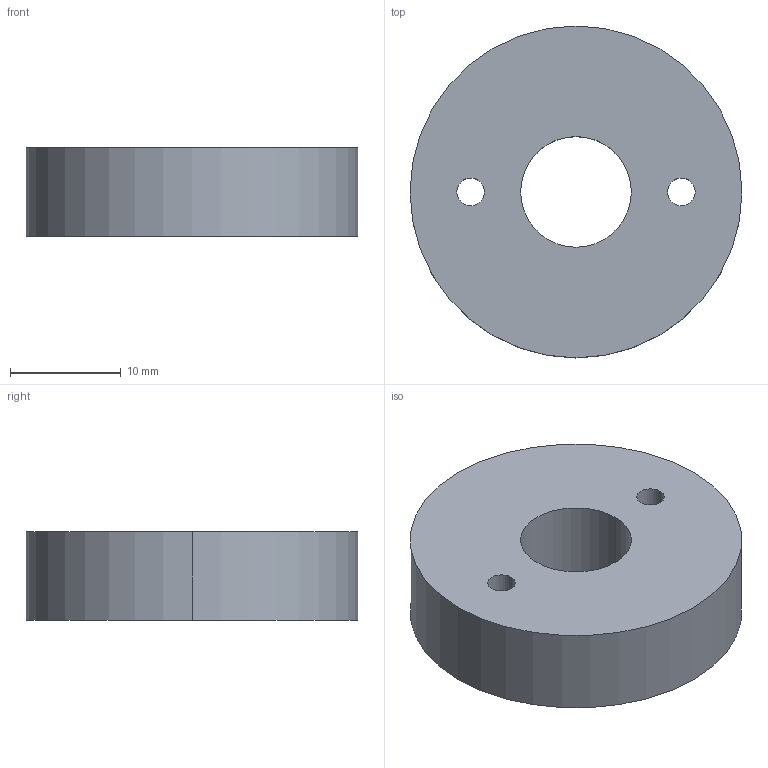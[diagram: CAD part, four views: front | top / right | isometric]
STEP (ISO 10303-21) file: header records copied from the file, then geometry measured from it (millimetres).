
FILE_DESCRIPTION (( 'STEP AP214' ), '1' );
FILE_NAME ('UTCrawlV1-USI-015-Aa-interface.STEP', '2019-10-04T08:45:10', ( '' ), ( '' ), 'SwSTEP 2.0', 'SolidWorks 2018', '' );
FILE_SCHEMA (( 'AUTOMOTIVE_DESIGN' ));
Length unit declared in the file: millimetre
Products named in the file (1): UTCrawlV1-USI-015-Aa-interface
Bounding box: 30 x 30 x 8 mm (x, y, z)
Volume: 4873.7 mm3; surface area: 2550.9 mm2
Topology: 1 solids, 1 shells, 34 faces, 84 edges, 46 vertices
Faces by surface type: cylinder 20, cone 12, plane 2
Entity records: 1150 total; most frequent: DIRECTION 182, CARTESIAN_POINT 153, ORIENTED_EDGE 144, AXIS2_PLACEMENT_3D 75, EDGE_CURVE 72, VERTEX_POINT 46, EDGE_LOOP 46, CIRCLE 40
